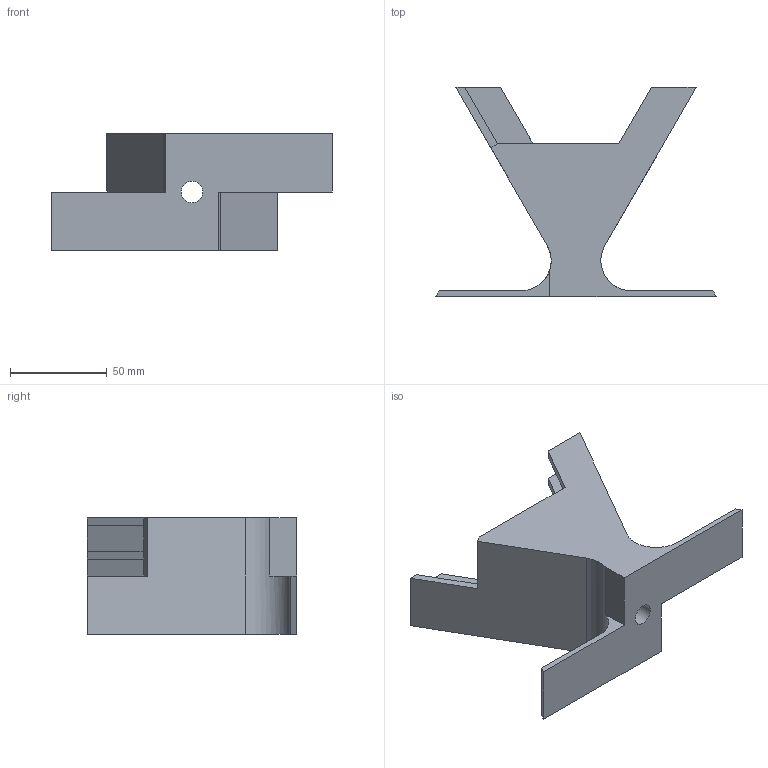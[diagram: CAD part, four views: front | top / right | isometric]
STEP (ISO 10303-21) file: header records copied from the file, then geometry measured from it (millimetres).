
FILE_DESCRIPTION(/* description */ (''),/* implementation_level */ '2;1');
FILE_NAME(/* name */ '410330 UKK2 - 60.ipt.stp',/* time_stamp */ '2023-05-15T09:16:11+03:00',/* author */ ('Ртищев А.О.'),/* organization */ (''),/* preprocessor_version */ 'ST-DEVELOPER v19.2',/* originating_system */ 'Autodesk Inventor 2023',/* authorisation */ '');
FILE_SCHEMA (('AUTOMOTIVE_DESIGN { 1 0 10303 214 3 1 1 }'));
Length unit declared in the file: millimetre
Products named in the file (1): Универсальное кабельное 
крепление УКК2-601
Bounding box: 145 x 108 x 60 mm (x, y, z)
Volume: 158914.1 mm3; surface area: 55307.5 mm2
Topology: 1 solids, 1 shells, 172 faces, 477 edges, 316 vertices
Faces by surface type: plane 92, bspline 77, cylinder 3
Full cylindrical faces by diameter (mm): 11 x1
Entity records: 8044 total; most frequent: CARTESIAN_POINT 3931, ORIENTED_EDGE 954, DIRECTION 523, EDGE_CURVE 477, VERTEX_POINT 316, LINE 315, VECTOR 315, EDGE_LOOP 183
